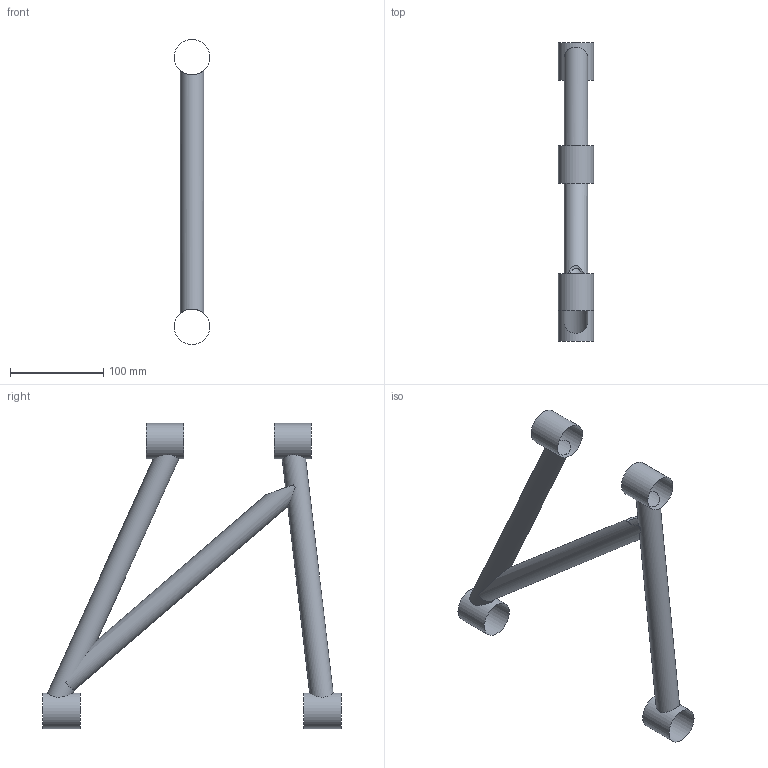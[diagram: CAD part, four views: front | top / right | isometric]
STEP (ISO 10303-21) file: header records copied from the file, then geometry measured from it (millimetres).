
FILE_DESCRIPTION(/* description */ (''),/* implementation_level */ '2;1');
FILE_NAME(/* name */ 'PRT0006.stp',/* time_stamp */ '2016-06-02T11:10:42+02:00',/* author */ (''),/* organization */ (''),/* preprocessor_version */ 'ST-DEVELOPER v16.5',/* originating_system */ 'Autodesk Translation Framework v5.0.0.3310',/* authorisation */ '');
FILE_SCHEMA (('AUTOMOTIVE_DESIGN { 1 0 10303 214 3 1 1 }'));
Length unit declared in the file: centimetre
Products named in the file (1): PRT0006
Bounding box: 38 x 320 x 327 mm (x, y, z)
Volume: 41592 mm3; surface area: 103882.4 mm2
Topology: 1 solids, 7 shells, 15 faces, 45 edges, 31 vertices
Faces by surface type: cylinder 11, plane 4
Full cylindrical faces by diameter (mm): 21 x1, 25 x3, 38 x4
Entity records: 935 total; most frequent: CARTESIAN_POINT 538, DIRECTION 80, ORIENTED_EDGE 54, AXIS2_PLACEMENT_3D 40, EDGE_CURVE 35, VERTEX_POINT 29, EDGE_LOOP 24, FACE_OUTER_BOUND 15
